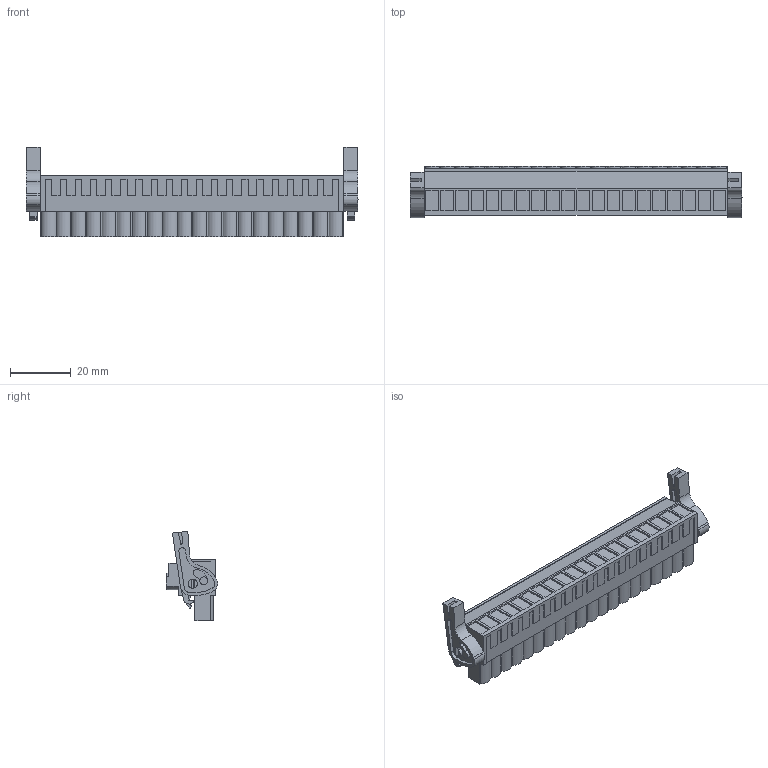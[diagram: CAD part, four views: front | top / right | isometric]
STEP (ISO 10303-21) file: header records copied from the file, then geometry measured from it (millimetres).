
FILE_DESCRIPTION(('CATIA V5 STEP Exchange','CAx-IF Rec.Pracs.--- Model Styling and Organization---1.2---2011-12-15'),'2;1');
FILE_NAME ('D1460369_0_1956190000_1956190000.stp','2017-05-31T12:55:50+00:00',('none'),('Weidmueller'),'CATIA Version 5-6 Release 2014','CATIA V5 STEP AP214','none');
FILE_SCHEMA(('AUTOMOTIVE_DESIGN { 1 0 10303 214 1 1 1 1 }'));
Length unit declared in the file: millimetre
Products named in the file (1): 1956190000
Bounding box: 109.7 x 16.89 x 29.52 mm (x, y, z)
Volume: 20912 mm3; surface area: 12284.7 mm2
Topology: 23 solids, 23 shells, 1342 faces, 3844 edges, 2638 vertices
Faces by surface type: plane 1042, cylinder 298, extrusion 2
Entity records: 42292 total; most frequent: CARTESIAN_POINT 7873, ORIENTED_EDGE 7688, DIRECTION 5524, EDGE_CURVE 3844, VECTOR 3109, LINE 3107, VERTEX_POINT 2638, AXIS2_PLACEMENT_3D 1542
